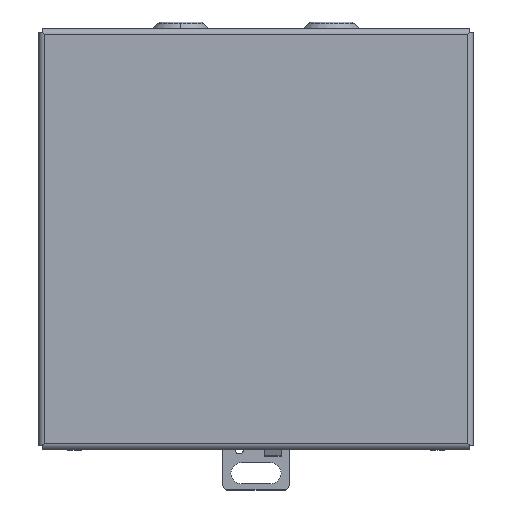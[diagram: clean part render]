
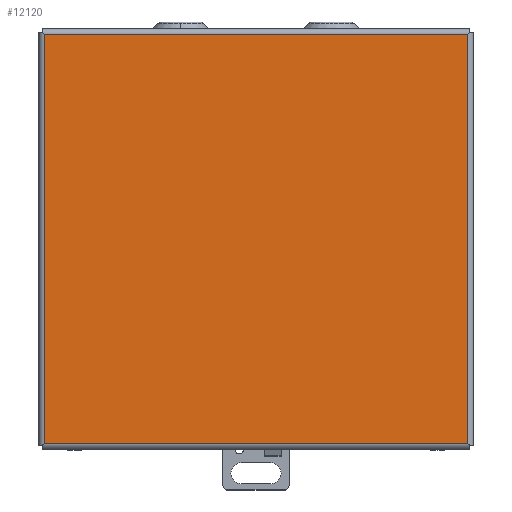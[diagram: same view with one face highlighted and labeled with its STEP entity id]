
A CAD part, top view. The second image highlights one B-rep face of the part: STEP entity #12120.
In plain terms, the highlighted planar face has unit normal (0, 0, 1).
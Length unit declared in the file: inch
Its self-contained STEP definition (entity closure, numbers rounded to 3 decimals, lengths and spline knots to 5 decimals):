
#34 = ORIENTED_EDGE ( 'NONE', *, *, #10629, .F. ) ;
#435 = VECTOR ( 'NONE', #1605, 39.37008 ) ;
#890 = EDGE_CURVE ( 'NONE', #3903, #12691, #3042, .T. ) ;
#962 = EDGE_CURVE ( 'NONE', #11423, #3903, #6392, .T. ) ;
#1134 = EDGE_CURVE ( 'NONE', #10433, #11423, #7723, .T. ) ;
#1605 = DIRECTION ( 'NONE',  ( 0., -1., 0. ) ) ;
#2791 = VECTOR ( 'NONE', #9421, 39.37008 ) ;
#2859 = PLANE ( 'NONE',  #11113 ) ;
#3042 = LINE ( 'NONE', #7971, #2791 ) ;
#3676 = CARTESIAN_POINT ( 'NONE',  ( -3.1585, -0.029, 3.0285 ) ) ;
#3903 = VERTEX_POINT ( 'NONE', #5164 ) ;
#3936 = CARTESIAN_POINT ( 'NONE',  ( 3.1585, -0.029, 3.0285 ) ) ;
#4097 = CARTESIAN_POINT ( 'NONE',  ( 3.1585, -0.029, 3.0285 ) ) ;
#4809 = DIRECTION ( 'NONE',  ( -1., 0., 0. ) ) ;
#5164 = CARTESIAN_POINT ( 'NONE',  ( -3.1585, -6.135, 3.0285 ) ) ;
#5187 = CARTESIAN_POINT ( 'NONE',  ( -3.1585, -0.029, 3.0285 ) ) ;
#5918 = ORIENTED_EDGE ( 'NONE', *, *, #962, .F. ) ;
#5987 = EDGE_LOOP ( 'NONE', ( #11737, #5918, #11436, #34 ) ) ;
#6392 = LINE ( 'NONE', #11556, #7952 ) ;
#6846 = LINE ( 'NONE', #3676, #10236 ) ;
#7723 = LINE ( 'NONE', #10954, #435 ) ;
#7952 = VECTOR ( 'NONE', #10619, 39.37008 ) ;
#7971 = CARTESIAN_POINT ( 'NONE',  ( -3.1585, -6.135, 3.0285 ) ) ;
#8782 = DIRECTION ( 'NONE',  ( 0., 0., 1. ) ) ;
#9421 = DIRECTION ( 'NONE',  ( 0., 1., 0. ) ) ;
#10236 = VECTOR ( 'NONE', #10807, 39.37008 ) ;
#10433 = VERTEX_POINT ( 'NONE', #4097 ) ;
#10619 = DIRECTION ( 'NONE',  ( -1., 0., 0. ) ) ;
#10629 = EDGE_CURVE ( 'NONE', #12691, #10433, #6846, .T. ) ;
#10807 = DIRECTION ( 'NONE',  ( 1., 0., 0. ) ) ;
#10954 = CARTESIAN_POINT ( 'NONE',  ( 3.1585, -0.029, 3.0285 ) ) ;
#11113 = AXIS2_PLACEMENT_3D ( 'NONE', #3936, #8782, #4809 ) ;
#11423 = VERTEX_POINT ( 'NONE', #12046 ) ;
#11436 = ORIENTED_EDGE ( 'NONE', *, *, #1134, .F. ) ;
#11556 = CARTESIAN_POINT ( 'NONE',  ( 3.1585, -6.135, 3.0285 ) ) ;
#11737 = ORIENTED_EDGE ( 'NONE', *, *, #890, .F. ) ;
#12046 = CARTESIAN_POINT ( 'NONE',  ( 3.1585, -6.135, 3.0285 ) ) ;
#12068 = FACE_OUTER_BOUND ( 'NONE', #5987, .T. ) ;
#12120 = ADVANCED_FACE ( 'NONE', ( #12068 ), #2859, .T. ) ;
#12691 = VERTEX_POINT ( 'NONE', #5187 ) ;
